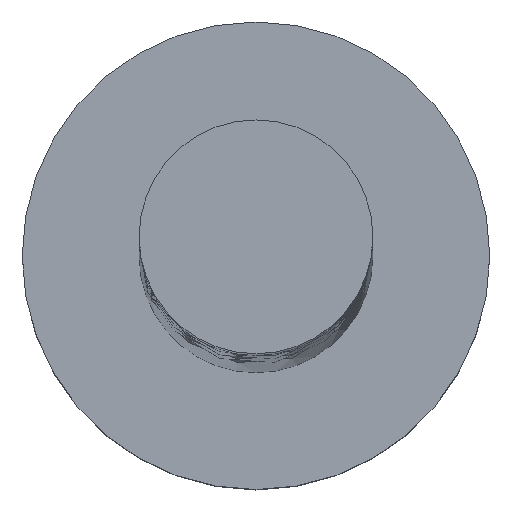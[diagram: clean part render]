
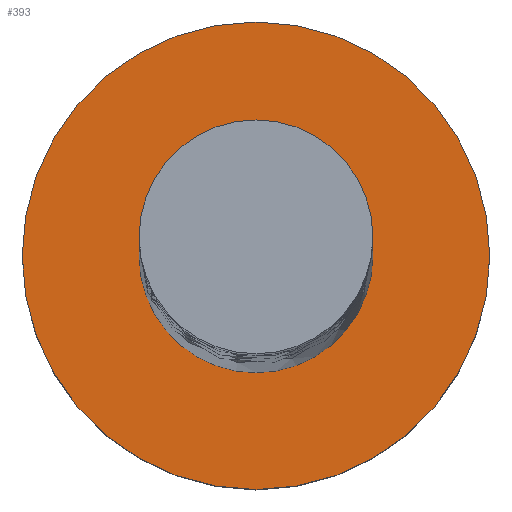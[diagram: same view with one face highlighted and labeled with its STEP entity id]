
A CAD part, top view. The second image highlights one B-rep face of the part: STEP entity #393.
In plain terms, the highlighted planar face has unit normal (0, 0, 1).
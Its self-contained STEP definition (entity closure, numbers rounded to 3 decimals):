
#38 = CARTESIAN_POINT ( 'NONE',  ( -2., 0., 2. ) ) ;
#71 = ORIENTED_EDGE ( 'NONE', *, *, #1027, .T. ) ;
#126 = DIRECTION ( 'NONE',  ( 0., 0., 1. ) ) ;
#154 = DIRECTION ( 'NONE',  ( 0., 0., 1. ) ) ;
#192 = DIRECTION ( 'NONE',  ( 1., 0., 0. ) ) ;
#209 = DIRECTION ( 'NONE',  ( 0., 0., 1. ) ) ;
#223 = CARTESIAN_POINT ( 'NONE',  ( 2., 0., 2. ) ) ;
#226 = DIRECTION ( 'NONE',  ( 1., 0., 0. ) ) ;
#234 = CIRCLE ( 'NONE', #1220, 2. ) ;
#244 = EDGE_LOOP ( 'NONE', ( #71, #622 ) ) ;
#283 = FACE_BOUND ( 'NONE', #1091, .T. ) ;
#310 = CARTESIAN_POINT ( 'NONE',  ( 0., 0., 2. ) ) ;
#326 = EDGE_CURVE ( 'NONE', #429, #527, #234, .T. ) ;
#339 = CARTESIAN_POINT ( 'NONE',  ( 1., 0., 2. ) ) ;
#370 = VERTEX_POINT ( 'NONE', #884 ) ;
#380 = EDGE_CURVE ( 'NONE', #969, #370, #606, .T. ) ;
#383 = CARTESIAN_POINT ( 'NONE',  ( 0., 0., 2. ) ) ;
#388 = CIRCLE ( 'NONE', #723, 2. ) ;
#393 = ADVANCED_FACE ( 'NONE', ( #283, #1406 ), #1077, .T. ) ;
#429 = VERTEX_POINT ( 'NONE', #223 ) ;
#468 = CIRCLE ( 'NONE', #1030, 1. ) ;
#527 = VERTEX_POINT ( 'NONE', #38 ) ;
#606 = CIRCLE ( 'NONE', #1120, 1. ) ;
#622 = ORIENTED_EDGE ( 'NONE', *, *, #326, .T. ) ;
#700 = DIRECTION ( 'NONE',  ( 1., 0., 0. ) ) ;
#723 = AXIS2_PLACEMENT_3D ( 'NONE', #813, #126, #226 ) ;
#729 = EDGE_CURVE ( 'NONE', #370, #969, #468, .T. ) ;
#737 = DIRECTION ( 'NONE',  ( 1., 0., 0. ) ) ;
#743 = CARTESIAN_POINT ( 'NONE',  ( 0., 0., 2. ) ) ;
#746 = ORIENTED_EDGE ( 'NONE', *, *, #729, .F. ) ;
#813 = CARTESIAN_POINT ( 'NONE',  ( 0., 0., 2. ) ) ;
#884 = CARTESIAN_POINT ( 'NONE',  ( -1., 0., 2. ) ) ;
#969 = VERTEX_POINT ( 'NONE', #339 ) ;
#980 = AXIS2_PLACEMENT_3D ( 'NONE', #743, #154, #737 ) ;
#1027 = EDGE_CURVE ( 'NONE', #527, #429, #388, .T. ) ;
#1030 = AXIS2_PLACEMENT_3D ( 'NONE', #383, #1270, #700 ) ;
#1077 = PLANE ( 'NONE',  #980 ) ;
#1091 = EDGE_LOOP ( 'NONE', ( #746, #1426 ) ) ;
#1120 = AXIS2_PLACEMENT_3D ( 'NONE', #310, #209, #1244 ) ;
#1218 = CARTESIAN_POINT ( 'NONE',  ( 0., 0., 2. ) ) ;
#1220 = AXIS2_PLACEMENT_3D ( 'NONE', #1218, #1466, #192 ) ;
#1244 = DIRECTION ( 'NONE',  ( 1., 0., 0. ) ) ;
#1270 = DIRECTION ( 'NONE',  ( 0., 0., 1. ) ) ;
#1406 = FACE_OUTER_BOUND ( 'NONE', #244, .T. ) ;
#1426 = ORIENTED_EDGE ( 'NONE', *, *, #380, .F. ) ;
#1466 = DIRECTION ( 'NONE',  ( 0., 0., 1. ) ) ;
